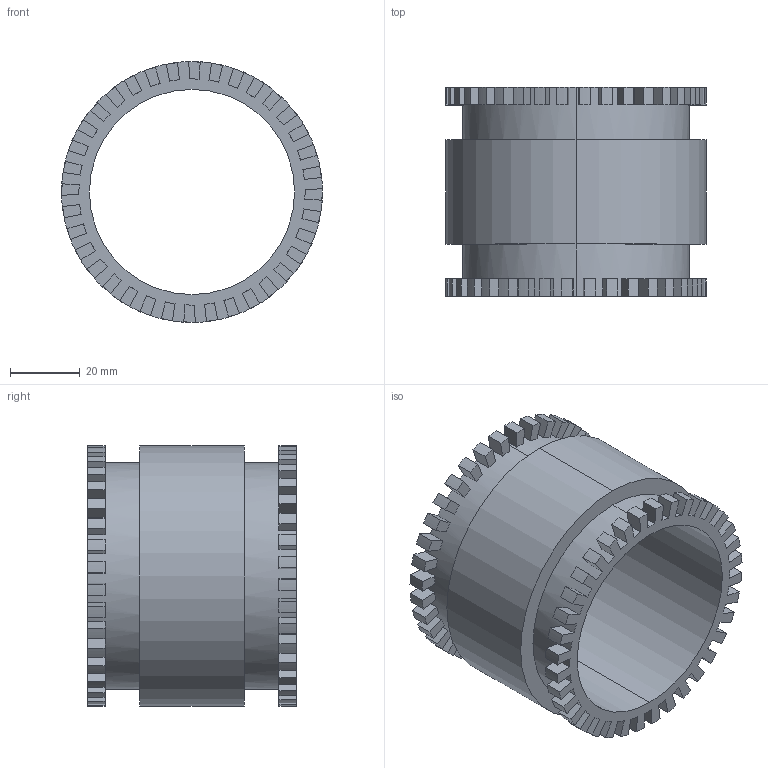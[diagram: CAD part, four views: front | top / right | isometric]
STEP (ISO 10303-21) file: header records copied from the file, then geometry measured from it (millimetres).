
FILE_DESCRIPTION (( 'STEP AP203' ), '1' );
FILE_NAME ('stator ring 2.STEP', '2018-05-23T07:16:32', ( '' ), ( '' ), 'SwSTEP 2.0', 'SolidWorks 2015', '' );
FILE_SCHEMA (( 'CONFIG_CONTROL_DESIGN' ));
Length unit declared in the file: millimetre
Products named in the file (1): stator ring 2
Bounding box: 75 x 60 x 75 mm (x, y, z)
Volume: 73544.7 mm3; surface area: 33639.9 mm2
Topology: 1 solids, 1 shells, 300 faces, 888 edges, 592 vertices
Faces by surface type: plane 220, cylinder 80
Entity records: 10197 total; most frequent: DIRECTION 1794, CARTESIAN_POINT 1781, ORIENTED_EDGE 1776, EDGE_CURVE 888, AXIS2_PLACEMENT_3D 605, VERTEX_POINT 592, LINE 584, VECTOR 584
